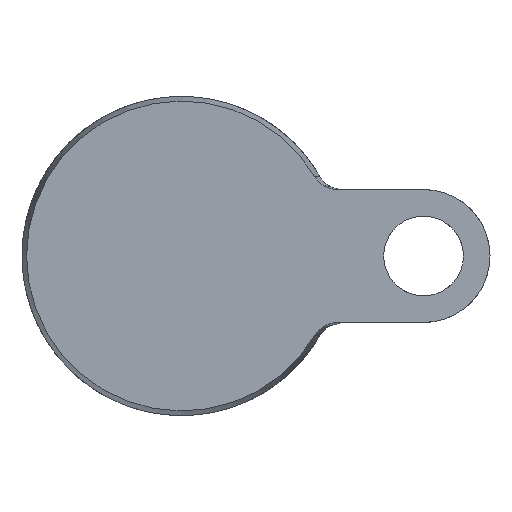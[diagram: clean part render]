
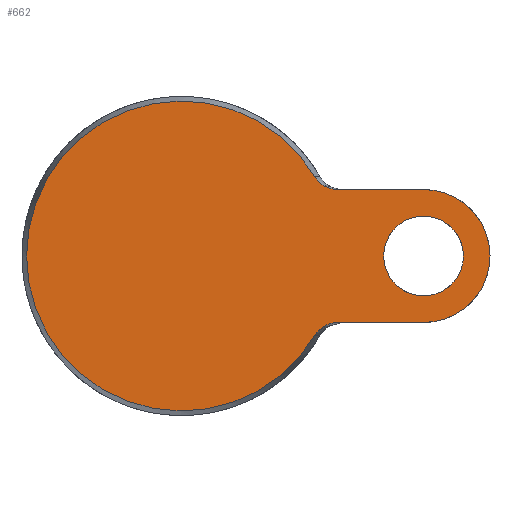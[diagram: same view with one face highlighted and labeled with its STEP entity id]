
A CAD part, front view. The second image highlights one B-rep face of the part: STEP entity #662.
In plain terms, the highlighted planar face has unit normal (0, -1, 0).
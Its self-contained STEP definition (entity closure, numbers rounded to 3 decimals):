
#4 = VECTOR ( 'NONE', #111, 1000. ) ;
#10 = CARTESIAN_POINT ( 'NONE',  ( 45.5, 0., -12.5 ) ) ;
#17 = LINE ( 'NONE', #21, #125 ) ;
#21 = CARTESIAN_POINT ( 'NONE',  ( 15., 0., 12.5 ) ) ;
#28 = EDGE_CURVE ( 'NONE', #795, #867, #144, .T. ) ;
#37 = PLANE ( 'NONE',  #758 ) ;
#66 = CARTESIAN_POINT ( 'NONE',  ( 26.497, 0., -13.379 ) ) ;
#73 = ORIENTED_EDGE ( 'NONE', *, *, #784, .T. ) ;
#87 = DIRECTION ( 'NONE',  ( 0., 0., 1. ) ) ;
#105 = VERTEX_POINT ( 'NONE', #1036 ) ;
#111 = DIRECTION ( 'NONE',  ( -1., 0., 0. ) ) ;
#115 = EDGE_CURVE ( 'NONE', #105, #359, #17, .T. ) ;
#125 = VECTOR ( 'NONE', #860, 1000. ) ;
#136 = CARTESIAN_POINT ( 'NONE',  ( 27.662, 0., -12.789 ) ) ;
#144 = CIRCLE ( 'NONE', #296, 29.143 ) ;
#147 = EDGE_CURVE ( 'NONE', #793, #793, #506, .T. ) ;
#157 = CARTESIAN_POINT ( 'NONE',  ( 27.659, 0., 12.79 ) ) ;
#162 = CARTESIAN_POINT ( 'NONE',  ( 45.5, 0., 7.5 ) ) ;
#209 = CARTESIAN_POINT ( 'NONE',  ( 25.011, 0., -14.959 ) ) ;
#240 = DIRECTION ( 'NONE',  ( 0., 0., -1. ) ) ;
#244 = CARTESIAN_POINT ( 'NONE',  ( 0., 0., 0. ) ) ;
#261 = CARTESIAN_POINT ( 'NONE',  ( 25.237, 0., 14.58 ) ) ;
#266 = ORIENTED_EDGE ( 'NONE', *, *, #115, .F. ) ;
#296 = AXIS2_PLACEMENT_3D ( 'NONE', #244, #581, #240 ) ;
#299 = B_SPLINE_CURVE_WITH_KNOTS ( 'NONE', 3,
 ( #209, #551, #1111, #424, #417, #66, #766, #412, #136, #588, #340, #937, #747 ),
 .UNSPECIFIED., .F., .F.,
 ( 4, 2, 2, 1, 2, 2, 4 ),
 ( 0., 0.001, 0.002, 0.003, 0.003, 0.004, 0.005 ),
 .UNSPECIFIED. ) ;
#336 = CARTESIAN_POINT ( 'NONE',  ( 45.5, 0., 12.5 ) ) ;
#340 = CARTESIAN_POINT ( 'NONE',  ( 28.503, 0., -12.556 ) ) ;
#347 = CARTESIAN_POINT ( 'NONE',  ( 27.057, 0., 13.048 ) ) ;
#359 = VERTEX_POINT ( 'NONE', #336 ) ;
#412 = CARTESIAN_POINT ( 'NONE',  ( 27.255, 0., -12.953 ) ) ;
#417 = CARTESIAN_POINT ( 'NONE',  ( 26.146, 0., -13.64 ) ) ;
#424 = CARTESIAN_POINT ( 'NONE',  ( 25.977, 0., -13.784 ) ) ;
#451 = AXIS2_PLACEMENT_3D ( 'NONE', #877, #700, #87 ) ;
#500 = CARTESIAN_POINT ( 'NONE',  ( 26.144, 0., 13.642 ) ) ;
#505 = CARTESIAN_POINT ( 'NONE',  ( 25.507, 0., 14.24 ) ) ;
#506 = CIRCLE ( 'NONE', #451, 7.5 ) ;
#526 = ORIENTED_EDGE ( 'NONE', *, *, #833, .F. ) ;
#546 = EDGE_CURVE ( 'NONE', #359, #989, #697, .T. ) ;
#551 = CARTESIAN_POINT ( 'NONE',  ( 25.237, 0., -14.58 ) ) ;
#581 = DIRECTION ( 'NONE',  ( 0., -1., 0. ) ) ;
#583 = CARTESIAN_POINT ( 'NONE',  ( 28.502, 0., 12.556 ) ) ;
#588 = CARTESIAN_POINT ( 'NONE',  ( 27.871, 0., -12.72 ) ) ;
#601 = ORIENTED_EDGE ( 'NONE', *, *, #28, .T. ) ;
#602 = CARTESIAN_POINT ( 'NONE',  ( 29.374, 0., -12.5 ) ) ;
#613 = B_SPLINE_CURVE_WITH_KNOTS ( 'NONE', 3,
 ( #756, #1103, #583, #1093, #157, #910, #347, #1025, #1013, #500, #929, #505, #261, #674 ),
 .UNSPECIFIED., .F., .F.,
 ( 4, 2, 2, 2, 2, 2, 4 ),
 ( 0., 0.001, 0.002, 0.003, 0.003, 0.004, 0.005 ),
 .UNSPECIFIED. ) ;
#633 = CARTESIAN_POINT ( 'NONE',  ( -29.143, 0., 0. ) ) ;
#634 = LINE ( 'NONE', #712, #4 ) ;
#649 = FACE_OUTER_BOUND ( 'NONE', #1007, .T. ) ;
#662 = ADVANCED_FACE ( 'NONE', ( #649, #815 ), #37, .F. ) ;
#666 = ORIENTED_EDGE ( 'NONE', *, *, #546, .F. ) ;
#668 = CARTESIAN_POINT ( 'NONE',  ( 25.011, 0., 14.959 ) ) ;
#674 = CARTESIAN_POINT ( 'NONE',  ( 25.011, 0., 14.959 ) ) ;
#697 = CIRCLE ( 'NONE', #934, 12.5 ) ;
#698 = CARTESIAN_POINT ( 'NONE',  ( 45.5, 0., 0. ) ) ;
#700 = DIRECTION ( 'NONE',  ( 0., 1., 0. ) ) ;
#712 = CARTESIAN_POINT ( 'NONE',  ( 15., 0., -12.5 ) ) ;
#726 = DIRECTION ( 'NONE',  ( 0., 1., 0. ) ) ;
#747 = CARTESIAN_POINT ( 'NONE',  ( 29.374, 0., -12.5 ) ) ;
#756 = CARTESIAN_POINT ( 'NONE',  ( 29.374, 0., 12.5 ) ) ;
#758 = AXIS2_PLACEMENT_3D ( 'NONE', #633, #726, #1060 ) ;
#766 = CARTESIAN_POINT ( 'NONE',  ( 26.862, 0., -13.142 ) ) ;
#784 = EDGE_CURVE ( 'NONE', #867, #1003, #299, .T. ) ;
#790 = ORIENTED_EDGE ( 'NONE', *, *, #147, .T. ) ;
#793 = VERTEX_POINT ( 'NONE', #162 ) ;
#795 = VERTEX_POINT ( 'NONE', #668 ) ;
#800 = EDGE_CURVE ( 'NONE', #105, #795, #613, .T. ) ;
#815 = FACE_BOUND ( 'NONE', #974, .T. ) ;
#833 = EDGE_CURVE ( 'NONE', #989, #1003, #634, .T. ) ;
#860 = DIRECTION ( 'NONE',  ( 1., 0., 0. ) ) ;
#867 = VERTEX_POINT ( 'NONE', #977 ) ;
#877 = CARTESIAN_POINT ( 'NONE',  ( 45.5, 0., 0. ) ) ;
#910 = CARTESIAN_POINT ( 'NONE',  ( 27.253, 0., 12.954 ) ) ;
#929 = CARTESIAN_POINT ( 'NONE',  ( 25.976, 0., 13.785 ) ) ;
#934 = AXIS2_PLACEMENT_3D ( 'NONE', #698, #1026, #1113 ) ;
#937 = CARTESIAN_POINT ( 'NONE',  ( 28.933, 0., -12.5 ) ) ;
#974 = EDGE_LOOP ( 'NONE', ( #790 ) ) ;
#977 = CARTESIAN_POINT ( 'NONE',  ( 25.011, 0., -14.959 ) ) ;
#989 = VERTEX_POINT ( 'NONE', #10 ) ;
#1003 = VERTEX_POINT ( 'NONE', #602 ) ;
#1007 = EDGE_LOOP ( 'NONE', ( #266, #1108, #601, #73, #526, #666 ) ) ;
#1013 = CARTESIAN_POINT ( 'NONE',  ( 26.495, 0., 13.38 ) ) ;
#1025 = CARTESIAN_POINT ( 'NONE',  ( 26.678, 0., 13.261 ) ) ;
#1026 = DIRECTION ( 'NONE',  ( 0., 1., 0. ) ) ;
#1036 = CARTESIAN_POINT ( 'NONE',  ( 29.374, 0., 12.5 ) ) ;
#1060 = DIRECTION ( 'NONE',  ( 0., 0., 1. ) ) ;
#1093 = CARTESIAN_POINT ( 'NONE',  ( 27.869, 0., 12.721 ) ) ;
#1103 = CARTESIAN_POINT ( 'NONE',  ( 28.933, 0., 12.5 ) ) ;
#1108 = ORIENTED_EDGE ( 'NONE', *, *, #800, .T. ) ;
#1111 = CARTESIAN_POINT ( 'NONE',  ( 25.508, 0., -14.24 ) ) ;
#1113 = DIRECTION ( 'NONE',  ( 0., 0., -1. ) ) ;
